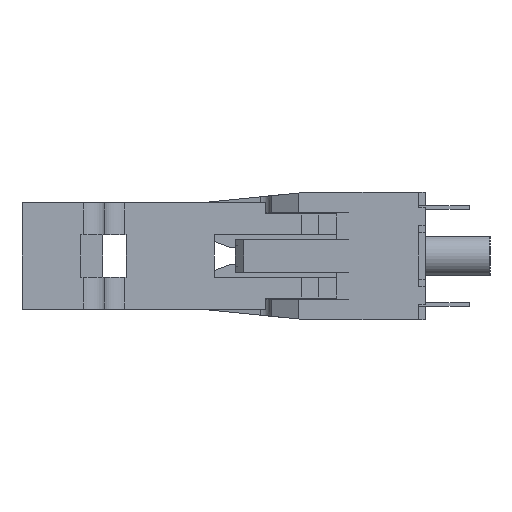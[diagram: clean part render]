
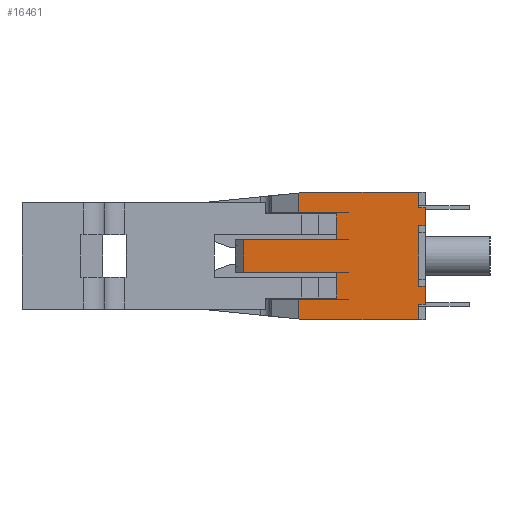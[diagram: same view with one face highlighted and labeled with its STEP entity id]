
A CAD part, left-side view. The second image highlights one B-rep face of the part: STEP entity #16461.
In plain terms, the highlighted planar face has unit normal (-1, 0, 0).
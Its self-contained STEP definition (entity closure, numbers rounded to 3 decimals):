
#1752=DIRECTION('',(0.,0.,-1.));
#1753=VECTOR('',#1752,3.58);
#1754=CARTESIAN_POINT('',(-47.625,0.4,1.79));
#1755=LINE('',#1754,#1753);
#1756=DIRECTION('',(0.,1.,0.));
#1757=VECTOR('',#1756,0.4);
#1758=CARTESIAN_POINT('',(-47.625,0.,-1.79));
#1759=LINE('',#1758,#1757);
#1760=DIRECTION('',(0.,0.,-1.));
#1761=VECTOR('',#1760,1.05);
#1762=CARTESIAN_POINT('',(-47.625,0.,-1.79));
#1763=LINE('',#1762,#1761);
#1764=DIRECTION('',(0.,1.,0.));
#1765=VECTOR('',#1764,0.406);
#1766=CARTESIAN_POINT('',(-47.625,0.,-2.84));
#1767=LINE('',#1766,#1765);
#1768=DIRECTION('',(0.,0.,1.));
#1769=VECTOR('',#1768,0.93);
#1770=CARTESIAN_POINT('',(-47.625,0.406,-3.77));
#1771=LINE('',#1770,#1769);
#1772=DIRECTION('',(0.,-0.995,-0.1));
#1773=VECTOR('',#1772,0.613);
#1774=CARTESIAN_POINT('',(-47.625,7.49,-3.709));
#1775=LINE('',#1774,#1773);
#1776=DIRECTION('',(0.,-1.,0.));
#1777=VECTOR('',#1776,2.244);
#1778=CARTESIAN_POINT('',(-47.625,7.49,-2.54));
#1779=LINE('',#1778,#1777);
#1780=DIRECTION('',(0.,0.,-1.));
#1781=VECTOR('',#1780,1.585);
#1782=CARTESIAN_POINT('',(-47.625,5.246,-0.955));
#1783=LINE('',#1782,#1781);
#1784=DIRECTION('',(0.,0.,-1.));
#1785=VECTOR('',#1784,1.585);
#1786=CARTESIAN_POINT('',(-47.625,5.246,2.54));
#1787=LINE('',#1786,#1785);
#1788=DIRECTION('',(0.,-1.,0.));
#1789=VECTOR('',#1788,2.244);
#1790=CARTESIAN_POINT('',(-47.625,7.49,2.54));
#1791=LINE('',#1790,#1789);
#1792=DIRECTION('',(0.,-0.995,0.1));
#1793=VECTOR('',#1792,0.613);
#1794=CARTESIAN_POINT('',(-47.625,7.49,3.709));
#1795=LINE('',#1794,#1793);
#1796=DIRECTION('',(0.,0.,-1.));
#1797=VECTOR('',#1796,0.93);
#1798=CARTESIAN_POINT('',(-47.625,0.406,3.77));
#1799=LINE('',#1798,#1797);
#1800=DIRECTION('',(0.,1.,0.));
#1801=VECTOR('',#1800,0.406);
#1802=CARTESIAN_POINT('',(-47.625,0.,2.84));
#1803=LINE('',#1802,#1801);
#1804=DIRECTION('',(0.,0.,-1.));
#1805=VECTOR('',#1804,1.05);
#1806=CARTESIAN_POINT('',(-47.625,0.,2.84));
#1807=LINE('',#1806,#1805);
#1808=DIRECTION('',(0.,1.,0.));
#1809=VECTOR('',#1808,0.4);
#1810=CARTESIAN_POINT('',(-47.625,0.,1.79));
#1811=LINE('',#1810,#1809);
#1958=DIRECTION('',(0.,1.,0.));
#1959=VECTOR('',#1958,5.46);
#1960=CARTESIAN_POINT('',(-47.625,5.246,0.955));
#1961=LINE('',#1960,#1959);
#2466=DIRECTION('',(0.,1.,0.));
#2467=VECTOR('',#2466,6.474);
#2468=CARTESIAN_POINT('',(-47.625,0.406,-3.77));
#2469=LINE('',#2468,#2467);
#2574=DIRECTION('',(0.,1.,0.));
#2575=VECTOR('',#2574,6.474);
#2576=CARTESIAN_POINT('',(-47.625,0.406,3.77));
#2577=LINE('',#2576,#2575);
#7500=DIRECTION('',(0.,0.,-1.));
#7501=VECTOR('',#7500,1.169);
#7502=CARTESIAN_POINT('',(-47.625,7.49,-2.54));
#7503=LINE('',#7502,#7501);
#7508=DIRECTION('',(0.,0.,-1.));
#7509=VECTOR('',#7508,1.169);
#7510=CARTESIAN_POINT('',(-47.625,7.49,3.709));
#7511=LINE('',#7510,#7509);
#7670=DIRECTION('',(0.,1.,0.));
#7671=VECTOR('',#7670,5.46);
#7672=CARTESIAN_POINT('',(-47.625,5.246,-0.955));
#7673=LINE('',#7672,#7671);
#7694=DIRECTION('',(0.,0.,-1.));
#7695=VECTOR('',#7694,1.91);
#7696=CARTESIAN_POINT('',(-47.625,10.706,0.955));
#7697=LINE('',#7696,#7695);
#11232=CARTESIAN_POINT('',(-47.625,7.49,-2.54));
#11233=CARTESIAN_POINT('',(-47.625,5.246,-2.54));
#11234=VERTEX_POINT('',#11232);
#11235=VERTEX_POINT('',#11233);
#11236=CARTESIAN_POINT('',(-47.625,7.49,2.54));
#11237=CARTESIAN_POINT('',(-47.625,5.246,2.54));
#11238=VERTEX_POINT('',#11236);
#11239=VERTEX_POINT('',#11237);
#11344=CARTESIAN_POINT('',(-47.625,0.406,-3.77));
#11346=VERTEX_POINT('',#11344);
#11370=CARTESIAN_POINT('',(-47.625,0.,-2.84));
#11371=VERTEX_POINT('',#11370);
#11372=CARTESIAN_POINT('',(-47.625,0.406,-2.84));
#11373=VERTEX_POINT('',#11372);
#11386=CARTESIAN_POINT('',(-47.625,0.406,3.77));
#11387=VERTEX_POINT('',#11386);
#11422=CARTESIAN_POINT('',(-47.625,0.,2.84));
#11423=VERTEX_POINT('',#11422);
#11424=CARTESIAN_POINT('',(-47.625,0.406,2.84));
#11425=VERTEX_POINT('',#11424);
#13330=CARTESIAN_POINT('',(-47.625,0.,1.79));
#13331=VERTEX_POINT('',#13330);
#13332=CARTESIAN_POINT('',(-47.625,0.,-1.79));
#13333=VERTEX_POINT('',#13332);
#13334=CARTESIAN_POINT('',(-47.625,0.4,1.79));
#13335=CARTESIAN_POINT('',(-47.625,0.4,-1.79));
#13336=VERTEX_POINT('',#13334);
#13337=VERTEX_POINT('',#13335);
#14232=CARTESIAN_POINT('',(-47.625,10.706,0.955));
#14234=VERTEX_POINT('',#14232);
#14240=CARTESIAN_POINT('',(-47.625,10.706,-0.955));
#14242=VERTEX_POINT('',#14240);
#14248=CARTESIAN_POINT('',(-47.625,5.246,0.955));
#14249=VERTEX_POINT('',#14248);
#14250=CARTESIAN_POINT('',(-47.625,5.246,-0.955));
#14251=VERTEX_POINT('',#14250);
#14684=CARTESIAN_POINT('',(-47.625,6.88,3.77));
#14686=VERTEX_POINT('',#14684);
#14688=CARTESIAN_POINT('',(-47.625,6.88,-3.77));
#14690=VERTEX_POINT('',#14688);
#14692=CARTESIAN_POINT('',(-47.625,7.49,-3.709));
#14693=VERTEX_POINT('',#14692);
#14694=CARTESIAN_POINT('',(-47.625,7.49,3.709));
#14695=VERTEX_POINT('',#14694);
#16414=CARTESIAN_POINT('',(-47.625,0.,3.77));
#16415=DIRECTION('',(-1.,0.,0.));
#16416=DIRECTION('',(0.,1.,0.));
#16417=AXIS2_PLACEMENT_3D('',#16414,#16415,#16416);
#16418=PLANE('',#16417);
#16419=ORIENTED_EDGE('',*,*,#14757,.T.);
#16421=ORIENTED_EDGE('',*,*,#16420,.F.);
#16422=ORIENTED_EDGE('',*,*,#16409,.T.);
#16424=ORIENTED_EDGE('',*,*,#16423,.T.);
#16426=ORIENTED_EDGE('',*,*,#16425,.F.);
#16428=ORIENTED_EDGE('',*,*,#16427,.T.);
#16430=ORIENTED_EDGE('',*,*,#16429,.F.);
#16432=ORIENTED_EDGE('',*,*,#16431,.F.);
#16434=ORIENTED_EDGE('',*,*,#16433,.T.);
#16436=ORIENTED_EDGE('',*,*,#16435,.F.);
#16438=ORIENTED_EDGE('',*,*,#16437,.T.);
#16440=ORIENTED_EDGE('',*,*,#16439,.F.);
#16442=ORIENTED_EDGE('',*,*,#16441,.F.);
#16444=ORIENTED_EDGE('',*,*,#16443,.F.);
#16446=ORIENTED_EDGE('',*,*,#16445,.F.);
#16448=ORIENTED_EDGE('',*,*,#16447,.F.);
#16450=ORIENTED_EDGE('',*,*,#16449,.T.);
#16452=ORIENTED_EDGE('',*,*,#16451,.F.);
#16454=ORIENTED_EDGE('',*,*,#16453,.T.);
#16456=ORIENTED_EDGE('',*,*,#16455,.F.);
#16457=ORIENTED_EDGE('',*,*,#16391,.T.);
#16458=ORIENTED_EDGE('',*,*,#16349,.T.);
#16459=EDGE_LOOP('',(#16419,#16421,#16422,#16424,#16426,#16428,#16430,#16432,
#16434,#16436,#16438,#16440,#16442,#16444,#16446,#16448,#16450,#16452,#16454,
#16456,#16457,#16458));
#16460=FACE_OUTER_BOUND('',#16459,.F.);
#16461=ADVANCED_FACE('',(#16460),#16418,.T.);
#14757=EDGE_CURVE('',#13336,#13337,#1755,.T.);
#16349=EDGE_CURVE('',#13331,#13336,#1811,.T.);
#16391=EDGE_CURVE('',#11423,#13331,#1807,.T.);
#16409=EDGE_CURVE('',#13333,#11371,#1763,.T.);
#16420=EDGE_CURVE('',#13333,#13337,#1759,.T.);
#16423=EDGE_CURVE('',#11371,#11373,#1767,.T.);
#16425=EDGE_CURVE('',#11346,#11373,#1771,.T.);
#16427=EDGE_CURVE('',#11346,#14690,#2469,.T.);
#16429=EDGE_CURVE('',#14693,#14690,#1775,.T.);
#16431=EDGE_CURVE('',#11234,#14693,#7503,.T.);
#16433=EDGE_CURVE('',#11234,#11235,#1779,.T.);
#16435=EDGE_CURVE('',#14251,#11235,#1783,.T.);
#16437=EDGE_CURVE('',#14251,#14242,#7673,.T.);
#16439=EDGE_CURVE('',#14234,#14242,#7697,.T.);
#16441=EDGE_CURVE('',#14249,#14234,#1961,.T.);
#16443=EDGE_CURVE('',#11239,#14249,#1787,.T.);
#16445=EDGE_CURVE('',#11238,#11239,#1791,.T.);
#16447=EDGE_CURVE('',#14695,#11238,#7511,.T.);
#16449=EDGE_CURVE('',#14695,#14686,#1795,.T.);
#16451=EDGE_CURVE('',#11387,#14686,#2577,.T.);
#16453=EDGE_CURVE('',#11387,#11425,#1799,.T.);
#16455=EDGE_CURVE('',#11423,#11425,#1803,.T.);
